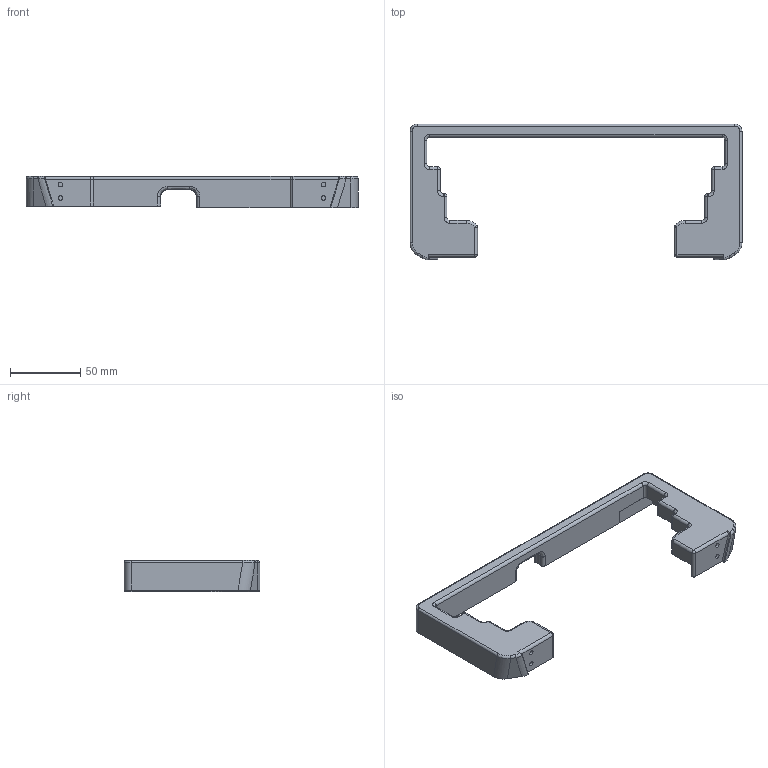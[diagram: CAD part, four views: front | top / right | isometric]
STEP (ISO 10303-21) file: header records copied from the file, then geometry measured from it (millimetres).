
FILE_DESCRIPTION(/* description */ (''),/* implementation_level */ '2;1');
FILE_NAME(/* name */ 'Barcelona Shell.step',/* time_stamp */ '2025-05-13T13:30:48-07:00',/* author */ (''),/* organization */ (''),/* preprocessor_version */ 'ST-DEVELOPER v20.1',/* originating_system */ 'Autodesk Translation Framework v14.4.0.0',/* authorisation */ '');
FILE_SCHEMA (('AUTOMOTIVE_DESIGN { 1 0 10303 214 3 1 1 }'));
Length unit declared in the file: millimetre
Products named in the file (1): Barcelona Shell xper2
Bounding box: 235.55 x 96.26 x 22 mm (x, y, z)
Volume: 118768.8 mm3; surface area: 33700.9 mm2
Topology: 1 solids, 1 shells, 156 faces, 368 edges, 224 vertices
Faces by surface type: cylinder 70, plane 53, torus 14, bspline 11, sphere 8
Full cylindrical faces by diameter (mm): 3.2 x8, 15 x2
Entity records: 4746 total; most frequent: CARTESIAN_POINT 1062, DIRECTION 811, ORIENTED_EDGE 736, EDGE_CURVE 368, AXIS2_PLACEMENT_3D 309, VERTEX_POINT 224, LINE 193, VECTOR 193
